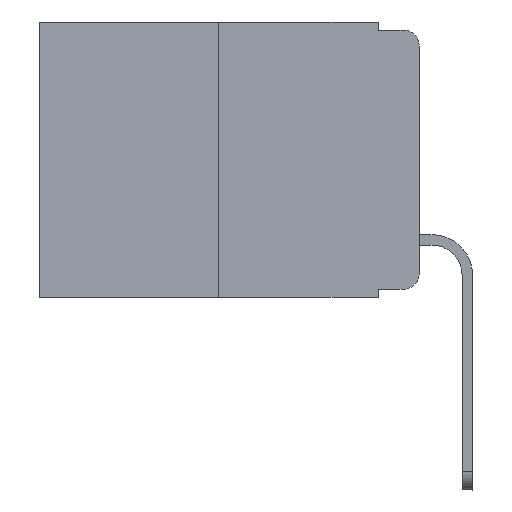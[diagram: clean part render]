
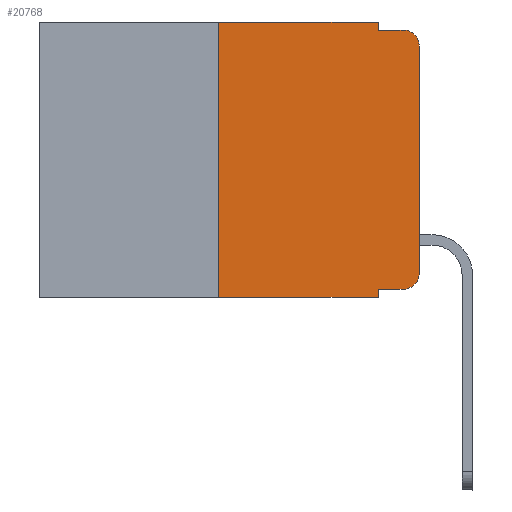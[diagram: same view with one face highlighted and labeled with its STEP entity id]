
A CAD part, left-side view. The second image highlights one B-rep face of the part: STEP entity #20768.
In plain terms, the highlighted planar face has unit normal (-1, 0, 0).
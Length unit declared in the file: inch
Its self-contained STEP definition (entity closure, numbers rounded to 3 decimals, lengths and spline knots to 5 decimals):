
#35 = EDGE_CURVE ( 'NONE', #12715, #6055, #18053, .T. ) ;
#631 = VERTEX_POINT ( 'NONE', #16347 ) ;
#1036 = DIRECTION ( 'NONE',  ( 0., 0., -1. ) ) ;
#1291 = EDGE_CURVE ( 'NONE', #15285, #631, #6958, .T. ) ;
#1633 = VECTOR ( 'NONE', #16578, 39.37008 ) ;
#1911 = EDGE_CURVE ( 'NONE', #10896, #16845, #18467, .T. ) ;
#2009 = EDGE_CURVE ( 'NONE', #15285, #16845, #18133, .T. ) ;
#2604 = CARTESIAN_POINT ( 'NONE',  ( 0., 0., 0. ) ) ;
#2669 = ORIENTED_EDGE ( 'NONE', *, *, #8932, .T. ) ;
#2999 = VECTOR ( 'NONE', #12061, 39.37008 ) ;
#3025 = AXIS2_PLACEMENT_3D ( 'NONE', #8941, #17696, #4150 ) ;
#3396 = DIRECTION ( 'NONE',  ( 0., -1., 0. ) ) ;
#3712 = CARTESIAN_POINT ( 'NONE',  ( 0., 0.473, 0. ) ) ;
#3780 = VECTOR ( 'NONE', #7838, 39.37008 ) ;
#3948 = DIRECTION ( 'NONE',  ( 0., -1., 0. ) ) ;
#4150 = DIRECTION ( 'NONE',  ( 0., 0., -1. ) ) ;
#4241 = ORIENTED_EDGE ( 'NONE', *, *, #2009, .F. ) ;
#5041 = ORIENTED_EDGE ( 'NONE', *, *, #15536, .T. ) ;
#5493 = CARTESIAN_POINT ( 'NONE',  ( 0., 0.473, 0. ) ) ;
#5634 = CARTESIAN_POINT ( 'NONE',  ( 0., 0.051, 0. ) ) ;
#6055 = VERTEX_POINT ( 'NONE', #15858 ) ;
#6065 = DIRECTION ( 'NONE',  ( -1., 0., 0. ) ) ;
#6422 = CARTESIAN_POINT ( 'NONE',  ( 0., 0.02, -0.01 ) ) ;
#6732 = CARTESIAN_POINT ( 'NONE',  ( 0., 0.25, 0. ) ) ;
#6843 = AXIS2_PLACEMENT_3D ( 'NONE', #18075, #6065, #1036 ) ;
#6958 = LINE ( 'NONE', #19278, #13859 ) ;
#7033 = ORIENTED_EDGE ( 'NONE', *, *, #35, .T. ) ;
#7140 = AXIS2_PLACEMENT_3D ( 'NONE', #3712, #12435, #10536 ) ;
#7838 = DIRECTION ( 'NONE',  ( 0., 0., 1. ) ) ;
#8313 = LINE ( 'NONE', #10105, #13699 ) ;
#8377 = CARTESIAN_POINT ( 'NONE',  ( 0., 0.473, -0.343 ) ) ;
#8746 = LINE ( 'NONE', #5493, #18882 ) ;
#8932 = EDGE_CURVE ( 'NONE', #6055, #13962, #15455, .T. ) ;
#8941 = CARTESIAN_POINT ( 'NONE',  ( 0., 0.02, -0.313 ) ) ;
#9266 = CARTESIAN_POINT ( 'NONE',  ( 0., 0.25, -0.343 ) ) ;
#9472 = ORIENTED_EDGE ( 'NONE', *, *, #1291, .T. ) ;
#9572 = CARTESIAN_POINT ( 'NONE',  ( 0., 0.25, 0. ) ) ;
#10062 = EDGE_CURVE ( 'NONE', #13750, #16361, #20476, .T. ) ;
#10105 = CARTESIAN_POINT ( 'NONE',  ( 0., 0.051, -0.01 ) ) ;
#10140 = CARTESIAN_POINT ( 'NONE',  ( 0., 0.051, -0.01 ) ) ;
#10536 = DIRECTION ( 'NONE',  ( 0., 0., -1. ) ) ;
#10634 = ORIENTED_EDGE ( 'NONE', *, *, #10062, .F. ) ;
#10896 = VERTEX_POINT ( 'NONE', #9266 ) ;
#11640 = CARTESIAN_POINT ( 'NONE',  ( 0., 0.051, 0. ) ) ;
#11952 = CIRCLE ( 'NONE', #3025, 0.02 ) ;
#12061 = DIRECTION ( 'NONE',  ( 0., 0., -1. ) ) ;
#12404 = ORIENTED_EDGE ( 'NONE', *, *, #17817, .F. ) ;
#12435 = DIRECTION ( 'NONE',  ( 1., 0., 0. ) ) ;
#12715 = VERTEX_POINT ( 'NONE', #21695 ) ;
#13510 = CARTESIAN_POINT ( 'NONE',  ( 0., 0.051, 0. ) ) ;
#13580 = DIRECTION ( 'NONE',  ( 0., 0., 1. ) ) ;
#13699 = VECTOR ( 'NONE', #3396, 39.37008 ) ;
#13750 = VERTEX_POINT ( 'NONE', #13510 ) ;
#13859 = VECTOR ( 'NONE', #3948, 39.37008 ) ;
#13962 = VERTEX_POINT ( 'NONE', #6422 ) ;
#14495 = EDGE_CURVE ( 'NONE', #16361, #13962, #8313, .T. ) ;
#14633 = VECTOR ( 'NONE', #13580, 39.37008 ) ;
#14894 = DIRECTION ( 'NONE',  ( 0., -1., 0. ) ) ;
#14966 = ORIENTED_EDGE ( 'NONE', *, *, #14495, .F. ) ;
#15197 = ORIENTED_EDGE ( 'NONE', *, *, #1911, .T. ) ;
#15216 = VECTOR ( 'NONE', #14894, 39.37008 ) ;
#15285 = VERTEX_POINT ( 'NONE', #16604 ) ;
#15455 = CIRCLE ( 'NONE', #6843, 0.02 ) ;
#15476 = EDGE_LOOP ( 'NONE', ( #7033, #2669, #14966, #10634, #20103, #12404, #15197, #4241, #9472, #5041 ) ) ;
#15536 = EDGE_CURVE ( 'NONE', #631, #12715, #11952, .T. ) ;
#15858 = CARTESIAN_POINT ( 'NONE',  ( 0., 0., -0.03 ) ) ;
#16347 = CARTESIAN_POINT ( 'NONE',  ( 0., 0.02, -0.333 ) ) ;
#16361 = VERTEX_POINT ( 'NONE', #10140 ) ;
#16578 = DIRECTION ( 'NONE',  ( 0., 0., -1. ) ) ;
#16604 = CARTESIAN_POINT ( 'NONE',  ( 0., 0.051, -0.333 ) ) ;
#16845 = VERTEX_POINT ( 'NONE', #21732 ) ;
#17696 = DIRECTION ( 'NONE',  ( -1., 0., 0. ) ) ;
#17817 = EDGE_CURVE ( 'NONE', #10896, #21772, #22123, .T. ) ;
#18053 = LINE ( 'NONE', #2604, #3780 ) ;
#18075 = CARTESIAN_POINT ( 'NONE',  ( 0., 0.02, -0.03 ) ) ;
#18133 = LINE ( 'NONE', #11640, #1633 ) ;
#18389 = EDGE_CURVE ( 'NONE', #21772, #13750, #8746, .T. ) ;
#18467 = LINE ( 'NONE', #8377, #15216 ) ;
#18882 = VECTOR ( 'NONE', #19162, 39.37008 ) ;
#19161 = FACE_OUTER_BOUND ( 'NONE', #15476, .T. ) ;
#19162 = DIRECTION ( 'NONE',  ( 0., -1., 0. ) ) ;
#19278 = CARTESIAN_POINT ( 'NONE',  ( 0., 0.051, -0.333 ) ) ;
#19500 = PLANE ( 'NONE',  #7140 ) ;
#20103 = ORIENTED_EDGE ( 'NONE', *, *, #18389, .F. ) ;
#20476 = LINE ( 'NONE', #5634, #2999 ) ;
#20768 = ADVANCED_FACE ( 'NONE', ( #19161 ), #19500, .F. ) ;
#21695 = CARTESIAN_POINT ( 'NONE',  ( 0., 0., -0.313 ) ) ;
#21732 = CARTESIAN_POINT ( 'NONE',  ( 0., 0.051, -0.343 ) ) ;
#21772 = VERTEX_POINT ( 'NONE', #9572 ) ;
#22123 = LINE ( 'NONE', #6732, #14633 ) ;
